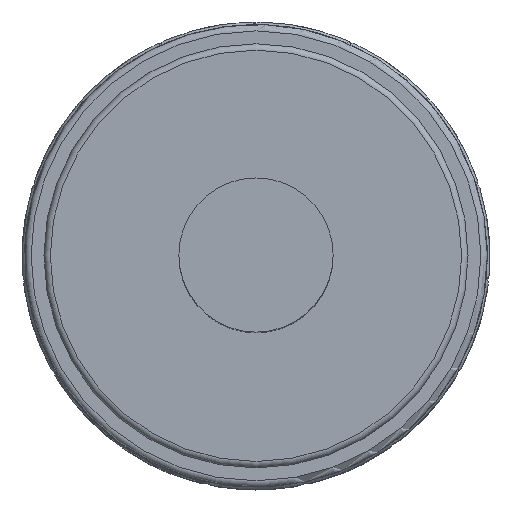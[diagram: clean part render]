
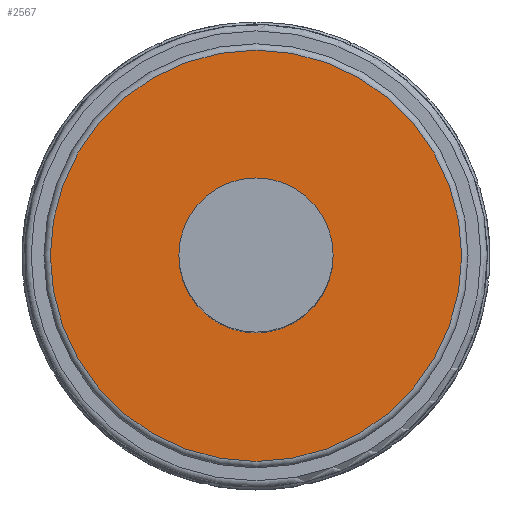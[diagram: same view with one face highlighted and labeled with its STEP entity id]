
A CAD part, top view. The second image highlights one B-rep face of the part: STEP entity #2567.
In plain terms, the highlighted planar face has unit normal (0, 0, 1).
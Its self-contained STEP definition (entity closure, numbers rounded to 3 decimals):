
#544=PLANE('',#2747);
#571=FACE_BOUND('',#781,.T.);
#590=FACE_OUTER_BOUND('',#780,.T.);
#780=EDGE_LOOP('',(#1801));
#781=EDGE_LOOP('',(#1802));
#958=CIRCLE('',#2735,6.);
#964=CIRCLE('',#2746,16.);
#980=VERTEX_POINT('',#2961);
#1090=VERTEX_POINT('',#4546);
#1266=EDGE_CURVE('',#980,#980,#958,.T.);
#1376=EDGE_CURVE('',#1090,#1090,#964,.T.);
#1801=ORIENTED_EDGE('',*,*,#1376,.F.);
#1802=ORIENTED_EDGE('',*,*,#1266,.T.);
#2567=ADVANCED_FACE('',(#590,#571),#544,.T.);
#2735=AXIS2_PLACEMENT_3D('',#2962,#2813,#2814);
#2746=AXIS2_PLACEMENT_3D('',#4547,#2835,#2836);
#2747=AXIS2_PLACEMENT_3D('',#4548,#2837,#2838);
#2813=DIRECTION('center_axis',(0.,0.,-1.));
#2814=DIRECTION('ref_axis',(1.,0.,0.));
#2835=DIRECTION('center_axis',(0.,0.,-1.));
#2836=DIRECTION('ref_axis',(-1.,0.,0.));
#2837=DIRECTION('center_axis',(0.,0.,1.));
#2838=DIRECTION('ref_axis',(1.,0.,0.));
#2961=CARTESIAN_POINT('',(6.,0.,18.));
#2962=CARTESIAN_POINT('Origin',(0.,0.,18.));
#4546=CARTESIAN_POINT('',(16.,0.,18.));
#4547=CARTESIAN_POINT('Origin',(0.,0.,18.));
#4548=CARTESIAN_POINT('Origin',(0.,0.,18.));
